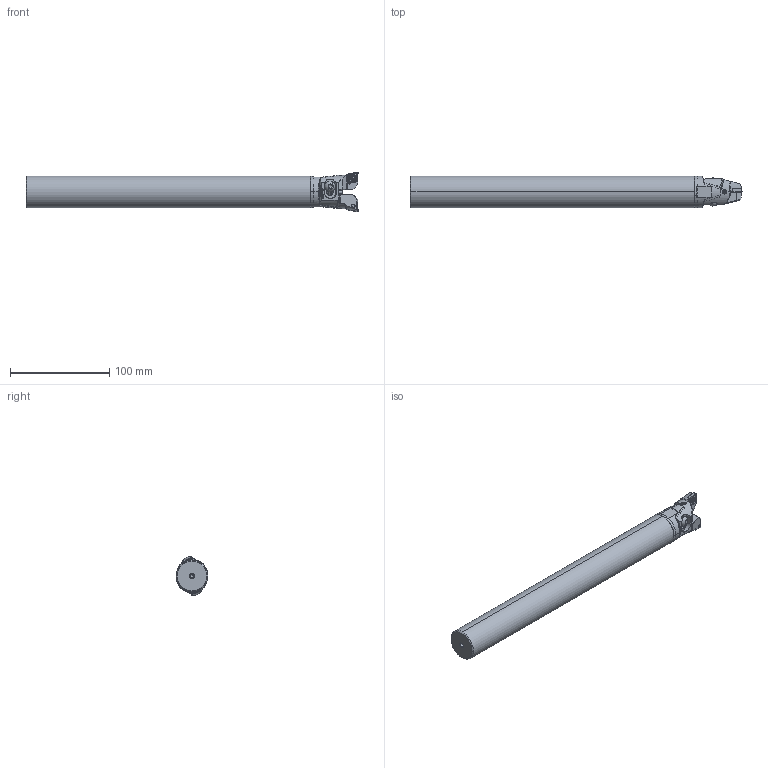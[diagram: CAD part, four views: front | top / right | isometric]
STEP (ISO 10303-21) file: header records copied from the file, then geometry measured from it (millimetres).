
FILE_DESCRIPTION (( 'STEP AP203' ), '1' );
FILE_NAME ('B84.032.032.287.STEP', '2018-03-06T12:50:18', ( 'SWIAdmin' ), ( 'Hewlett-Packard Company' ), 'SwSTEP 2.0', 'SolidWorks 2017', '' );
FILE_SCHEMA (( 'CONFIG_CONTROL_DESIGN' ));
Length unit declared in the file: millimetre
Products named in the file (16): CCMT09T304; Z32-ER1.001.016; Z32-ER3.001.013_A; Z20-ER2.001.013_A; Z32-WCB.001.021; U32-HP5.032.287_A; HP5-Z32.040.051_f〉 Zeichnung; HP5-ER2.012.030_A; D32-D32.HP5.003_A; HP5-ER1.019.036_A; B84.032.032.287; HP5-Z32.040.051_A; Z32-xxx.001.021_B; Z32-ER1.002.016_A; WCB-ER2.001.009_A; Z32-ER1.003.016_A_gespannt
Assembly tree (20 placements, depth 4):
  B84.032.032.287
    U32-HP5.032.287_A
    HP5-ER2.012.030_A
    HP5-ER1.019.036_A
    HP5-Z32.040.051_f〉 Zeichnung
      HP5-Z32.040.051_A
      Z32-ER1.001.016  x2
        Z32-ER1.002.016_A
        Z32-ER1.003.016_A_gespannt
      Z20-ER2.001.013_A
      Z32-WCB.001.021
        Z32-xxx.001.021_B  x2
        WCB-ER2.001.009_A  x2
        CCMT09T304  x2
        Z32-ER3.001.013_A  x2
    D32-D32.HP5.003_A
Bounding box: 335 x 32 x 39.99 mm (x, y, z)
Volume: 253763.4 mm3; surface area: 59562.7 mm2
Topology: 18 solids, 18 shells, 1025 faces, 2634 edges, 1625 vertices
Faces by surface type: plane 463, cylinder 248, cone 158, bspline 102, torus 34, sphere 20
Entity records: 24306 total; most frequent: CARTESIAN_POINT 7559, ORIENTED_EDGE 3372, DIRECTION 2848, EDGE_CURVE 1686, VERTEX_POINT 1054, AXIS2_PLACEMENT_3D 1048, VECTOR 752, LINE 752
